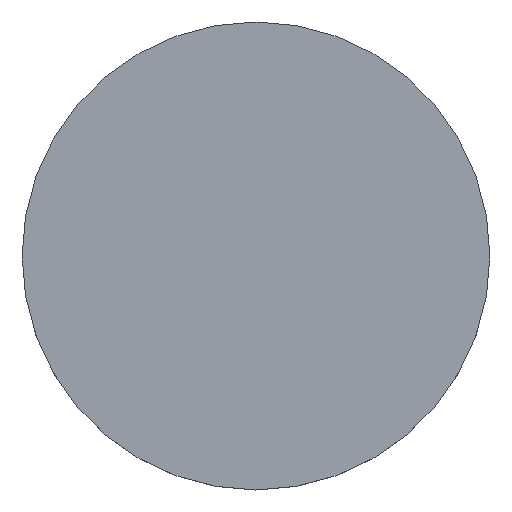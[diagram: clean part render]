
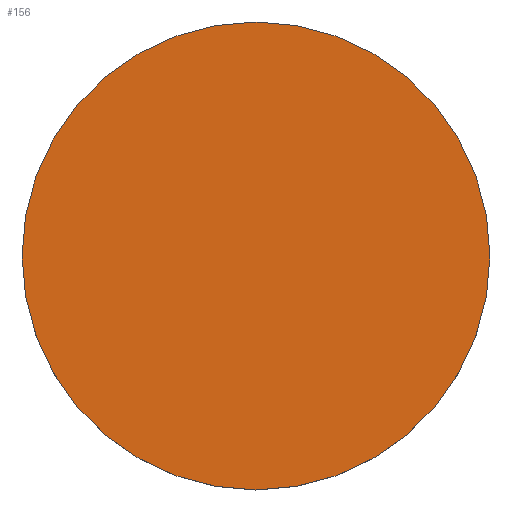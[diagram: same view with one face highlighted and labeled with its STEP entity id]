
A CAD part, top view. The second image highlights one B-rep face of the part: STEP entity #156.
In plain terms, the highlighted planar face has unit normal (0, 0, 1).
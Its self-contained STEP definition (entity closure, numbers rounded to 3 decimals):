
#2 = CARTESIAN_POINT ( 'NONE',  ( 0., 0., 3.4 ) ) ;
#4 = CARTESIAN_POINT ( 'NONE',  ( 12.7, 0., 3.4 ) ) ;
#20 = EDGE_LOOP ( 'NONE', ( #173, #81 ) ) ;
#24 = PLANE ( 'NONE',  #150 ) ;
#40 = CARTESIAN_POINT ( 'NONE',  ( 0., 26.112, 3.4 ) ) ;
#41 = AXIS2_PLACEMENT_3D ( 'NONE', #2, #151, #59 ) ;
#49 = AXIS2_PLACEMENT_3D ( 'NONE', #169, #65, #185 ) ;
#51 = CIRCLE ( 'NONE', #41, 12.7 ) ;
#59 = DIRECTION ( 'NONE',  ( 1., 0., 0. ) ) ;
#65 = DIRECTION ( 'NONE',  ( 0., 0., -1. ) ) ;
#76 = EDGE_CURVE ( 'NONE', #213, #102, #51, .T. ) ;
#81 = ORIENTED_EDGE ( 'NONE', *, *, #76, .F. ) ;
#102 = VERTEX_POINT ( 'NONE', #4 ) ;
#150 = AXIS2_PLACEMENT_3D ( 'NONE', #40, #224, #154 ) ;
#151 = DIRECTION ( 'NONE',  ( 0., 0., -1. ) ) ;
#154 = DIRECTION ( 'NONE',  ( 1., 0., 0. ) ) ;
#156 = ADVANCED_FACE ( 'NONE', ( #209 ), #24, .T. ) ;
#157 = CARTESIAN_POINT ( 'NONE',  ( -12.7, 0., 3.4 ) ) ;
#169 = CARTESIAN_POINT ( 'NONE',  ( 0., 0., 3.4 ) ) ;
#173 = ORIENTED_EDGE ( 'NONE', *, *, #200, .F. ) ;
#180 = CIRCLE ( 'NONE', #49, 12.7 ) ;
#185 = DIRECTION ( 'NONE',  ( 1., 0., 0. ) ) ;
#200 = EDGE_CURVE ( 'NONE', #102, #213, #180, .T. ) ;
#209 = FACE_OUTER_BOUND ( 'NONE', #20, .T. ) ;
#213 = VERTEX_POINT ( 'NONE', #157 ) ;
#224 = DIRECTION ( 'NONE',  ( 0., 0., 1. ) ) ;
